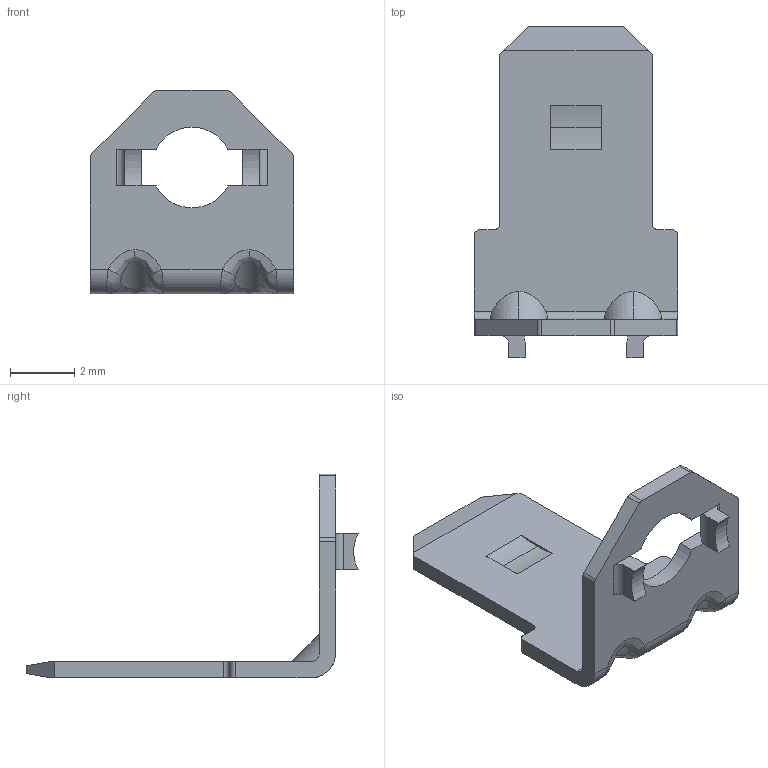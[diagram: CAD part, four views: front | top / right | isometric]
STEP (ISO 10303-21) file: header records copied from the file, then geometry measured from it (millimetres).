
FILE_DESCRIPTION (( 'STEP AP203' ), '1' );
FILE_NAME ('08316.STEP', '2015-01-29T16:54:41', ( '' ), ( '' ), 'SwSTEP 2.0', 'SolidWorks 2014', '' );
FILE_SCHEMA (( 'CONFIG_CONTROL_DESIGN' ));
Length unit declared in the file: inch
Products named in the file (1): 08316
Bounding box: 6.35 x 10.35 x 6.35 mm (x, y, z)
Volume: 38.4 mm3; surface area: 179.6 mm2
Topology: 1 solids, 1 shells, 76 faces, 204 edges, 132 vertices
Faces by surface type: plane 34, cylinder 32, bspline 10
Entity records: 2751 total; most frequent: CARTESIAN_POINT 835, ORIENTED_EDGE 408, DIRECTION 364, EDGE_CURVE 204, VERTEX_POINT 132, AXIS2_PLACEMENT_3D 125, VECTOR 114, LINE 114
